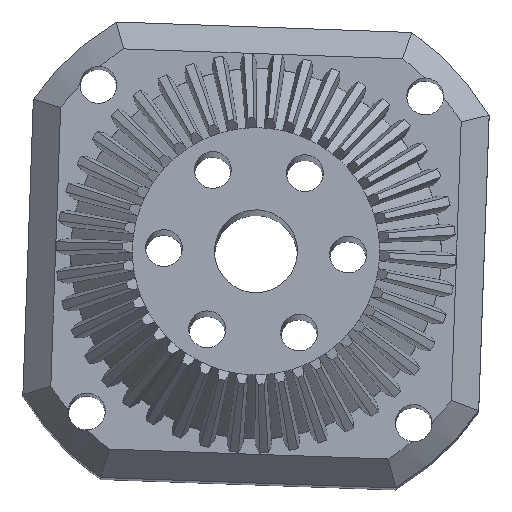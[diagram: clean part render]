
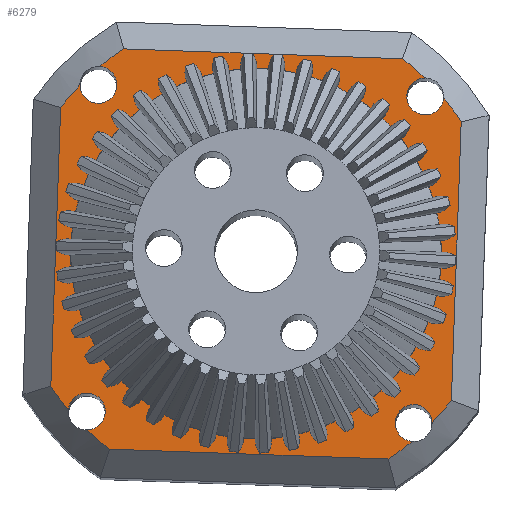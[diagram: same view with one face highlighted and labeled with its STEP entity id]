
A CAD part, top view. The second image highlights one B-rep face of the part: STEP entity #6279.
In plain terms, the highlighted planar face has unit normal (0, 0.035, 0.999).
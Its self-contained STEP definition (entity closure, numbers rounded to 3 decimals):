
#1022=FACE_BOUND('',#1836,.T.);
#1045=PLANE('',#6717);
#1426=FACE_OUTER_BOUND('',#1835,.T.);
#1835=EDGE_LOOP('',(#5707,#5708,#5709,#5710,#5711,#5712,#5713,#5714,#5715,
#5716,#5717,#5718,#5719,#5720,#5721,#5722,#5723,#5724));
#1836=EDGE_LOOP('',(#5725));
#1865=LINE('',#22400,#1906);
#1867=LINE('',#22440,#1908);
#1869=LINE('',#22480,#1910);
#1872=LINE('',#22522,#1913);
#1906=VECTOR('',#7459,10.);
#1908=VECTOR('',#7471,10.);
#1910=VECTOR('',#7483,10.);
#1913=VECTOR('',#7496,10.);
#2130=CIRCLE('',#6680,26.5);
#2132=CIRCLE('',#6682,26.5);
#2133=CIRCLE('',#6685,26.5);
#2135=CIRCLE('',#6687,26.5);
#2136=CIRCLE('',#6690,26.5);
#2138=CIRCLE('',#6692,26.5);
#2139=CIRCLE('',#6695,26.5);
#2141=CIRCLE('',#6697,26.5);
#2145=CIRCLE('',#6706,2.);
#2146=CIRCLE('',#6707,2.);
#2148=CIRCLE('',#6710,2.);
#2149=CIRCLE('',#6711,2.);
#2152=CIRCLE('',#6716,18.);
#2153=CIRCLE('',#6718,2.);
#2154=CIRCLE('',#6719,2.);
#2736=VERTEX_POINT('',#22398);
#2737=VERTEX_POINT('',#22399);
#2740=VERTEX_POINT('',#22413);
#2741=VERTEX_POINT('',#22414);
#2742=VERTEX_POINT('',#22429);
#2744=VERTEX_POINT('',#22439);
#2746=VERTEX_POINT('',#22448);
#2748=VERTEX_POINT('',#22454);
#2750=VERTEX_POINT('',#22462);
#2751=VERTEX_POINT('',#22479);
#2753=VERTEX_POINT('',#22488);
#2755=VERTEX_POINT('',#22504);
#2757=VERTEX_POINT('',#22512);
#2759=VERTEX_POINT('',#22521);
#2760=VERTEX_POINT('',#22528);
#2761=VERTEX_POINT('',#22529);
#2768=VERTEX_POINT('',#22568);
#2770=VERTEX_POINT('',#22575);
#2773=VERTEX_POINT('',#22585);
#3707=EDGE_CURVE('',#2736,#2737,#1865,.T.);
#3712=EDGE_CURVE('',#2740,#2742,#2130,.T.);
#3715=EDGE_CURVE('',#2737,#2741,#2132,.T.);
#3716=EDGE_CURVE('',#2742,#2744,#1867,.T.);
#3720=EDGE_CURVE('',#2746,#2748,#2133,.T.);
#3723=EDGE_CURVE('',#2744,#2750,#2135,.T.);
#3725=EDGE_CURVE('',#2748,#2751,#1869,.T.);
#3729=EDGE_CURVE('',#2753,#2755,#2136,.T.);
#3732=EDGE_CURVE('',#2751,#2757,#2138,.T.);
#3735=EDGE_CURVE('',#2755,#2759,#1872,.T.);
#3738=EDGE_CURVE('',#2760,#2736,#2139,.T.);
#3740=EDGE_CURVE('',#2759,#2761,#2141,.T.);
#3752=EDGE_CURVE('',#2740,#2768,#2145,.T.);
#3753=EDGE_CURVE('',#2768,#2741,#2146,.T.);
#3756=EDGE_CURVE('',#2760,#2770,#2148,.T.);
#3757=EDGE_CURVE('',#2770,#2761,#2149,.T.);
#3760=EDGE_CURVE('',#2773,#2773,#2152,.T.);
#3762=EDGE_CURVE('',#2753,#2757,#2153,.T.);
#3763=EDGE_CURVE('',#2746,#2750,#2154,.T.);
#5707=ORIENTED_EDGE('',*,*,#3712,.F.);
#5708=ORIENTED_EDGE('',*,*,#3752,.T.);
#5709=ORIENTED_EDGE('',*,*,#3753,.T.);
#5710=ORIENTED_EDGE('',*,*,#3715,.F.);
#5711=ORIENTED_EDGE('',*,*,#3707,.F.);
#5712=ORIENTED_EDGE('',*,*,#3738,.F.);
#5713=ORIENTED_EDGE('',*,*,#3756,.T.);
#5714=ORIENTED_EDGE('',*,*,#3757,.T.);
#5715=ORIENTED_EDGE('',*,*,#3740,.F.);
#5716=ORIENTED_EDGE('',*,*,#3735,.F.);
#5717=ORIENTED_EDGE('',*,*,#3729,.F.);
#5718=ORIENTED_EDGE('',*,*,#3762,.T.);
#5719=ORIENTED_EDGE('',*,*,#3732,.F.);
#5720=ORIENTED_EDGE('',*,*,#3725,.F.);
#5721=ORIENTED_EDGE('',*,*,#3720,.F.);
#5722=ORIENTED_EDGE('',*,*,#3763,.T.);
#5723=ORIENTED_EDGE('',*,*,#3723,.F.);
#5724=ORIENTED_EDGE('',*,*,#3716,.F.);
#5725=ORIENTED_EDGE('',*,*,#3760,.T.);
#6279=ADVANCED_FACE('',(#1426,#1022),#1045,.T.);
#6680=AXIS2_PLACEMENT_3D('',#22430,#7463,#7464);
#6682=AXIS2_PLACEMENT_3D('',#22437,#7467,#7468);
#6685=AXIS2_PLACEMENT_3D('',#22455,#7475,#7476);
#6687=AXIS2_PLACEMENT_3D('',#22463,#7479,#7480);
#6690=AXIS2_PLACEMENT_3D('',#22505,#7487,#7488);
#6692=AXIS2_PLACEMENT_3D('',#22513,#7491,#7492);
#6695=AXIS2_PLACEMENT_3D('',#22544,#7499,#7500);
#6697=AXIS2_PLACEMENT_3D('',#22546,#7503,#7504);
#6706=AXIS2_PLACEMENT_3D('',#22570,#7529,#7530);
#6707=AXIS2_PLACEMENT_3D('',#22571,#7531,#7532);
#6710=AXIS2_PLACEMENT_3D('',#22577,#7538,#7539);
#6711=AXIS2_PLACEMENT_3D('',#22578,#7540,#7541);
#6716=AXIS2_PLACEMENT_3D('',#22586,#7550,#7551);
#6717=AXIS2_PLACEMENT_3D('',#22588,#7553,#7554);
#6718=AXIS2_PLACEMENT_3D('',#22589,#7555,#7556);
#6719=AXIS2_PLACEMENT_3D('',#22590,#7557,#7558);
#7459=DIRECTION('',(0.,0.999,-0.035));
#7463=DIRECTION('center_axis',(0.,-0.035,
-0.999));
#7464=DIRECTION('ref_axis',(-1.,0.,0.));
#7467=DIRECTION('center_axis',(0.,-0.035,
-0.999));
#7468=DIRECTION('ref_axis',(-1.,0.,0.));
#7471=DIRECTION('',(1.,0.,0.));
#7475=DIRECTION('center_axis',(0.,-0.035,
-0.999));
#7476=DIRECTION('ref_axis',(1.,0.,0.));
#7479=DIRECTION('center_axis',(0.,-0.035,
-0.999));
#7480=DIRECTION('ref_axis',(1.,0.,0.));
#7483=DIRECTION('',(0.,-0.999,0.035));
#7487=DIRECTION('center_axis',(0.,-0.035,
-0.999));
#7488=DIRECTION('ref_axis',(1.,0.,0.));
#7491=DIRECTION('center_axis',(0.,-0.035,
-0.999));
#7492=DIRECTION('ref_axis',(1.,0.,0.));
#7496=DIRECTION('',(-1.,0.,0.));
#7499=DIRECTION('center_axis',(0.,-0.035,
-0.999));
#7500=DIRECTION('ref_axis',(-1.,0.,0.));
#7503=DIRECTION('center_axis',(0.,-0.035,
-0.999));
#7504=DIRECTION('ref_axis',(-1.,0.,0.));
#7529=DIRECTION('center_axis',(0.,-0.035,
-0.999));
#7530=DIRECTION('ref_axis',(-1.,0.,0.));
#7531=DIRECTION('center_axis',(0.,-0.035,
-0.999));
#7532=DIRECTION('ref_axis',(-1.,0.,0.));
#7538=DIRECTION('center_axis',(0.,-0.035,
-0.999));
#7539=DIRECTION('ref_axis',(-1.,0.,0.));
#7540=DIRECTION('center_axis',(0.,-0.035,
-0.999));
#7541=DIRECTION('ref_axis',(-1.,0.,0.));
#7550=DIRECTION('center_axis',(0.,-0.035,
-0.999));
#7551=DIRECTION('ref_axis',(-1.,0.,0.));
#7553=DIRECTION('center_axis',(0.,0.035,
0.999));
#7554=DIRECTION('ref_axis',(-1.,0.,0.));
#7555=DIRECTION('center_axis',(0.,-0.035,
-0.999));
#7556=DIRECTION('ref_axis',(-1.,0.,0.));
#7557=DIRECTION('center_axis',(0.,-0.035,
-0.999));
#7558=DIRECTION('ref_axis',(-1.,0.,0.));
#22398=CARTESIAN_POINT('',(8.814,-15.728,-16.358));
#22399=CARTESIAN_POINT('',(8.814,14.531,-17.43));
#22400=CARTESIAN_POINT('',(8.814,-8.62,-16.61));
#22413=CARTESIAN_POINT('',(12.894,19.137,-17.594));
#22414=CARTESIAN_POINT('',(10.816,17.061,-17.52));
#22429=CARTESIAN_POINT('',(15.425,21.138,-17.664));
#22430=CARTESIAN_POINT('Origin',(30.564,-0.599,-16.894));
#22437=CARTESIAN_POINT('Origin',(30.564,-0.599,-16.894));
#22439=CARTESIAN_POINT('',(45.703,21.138,-17.664));
#22440=CARTESIAN_POINT('',(22.538,21.138,-17.664));
#22448=CARTESIAN_POINT('',(50.313,17.061,-17.52));
#22454=CARTESIAN_POINT('',(52.314,14.531,-17.43));
#22455=CARTESIAN_POINT('Origin',(30.564,-0.599,-16.894));
#22462=CARTESIAN_POINT('',(48.235,19.137,-17.594));
#22463=CARTESIAN_POINT('Origin',(30.564,-0.599,-16.894));
#22479=CARTESIAN_POINT('',(52.314,-15.728,-16.358));
#22480=CARTESIAN_POINT('',(52.314,7.423,-17.178));
#22488=CARTESIAN_POINT('',(48.235,-20.335,-16.195));
#22504=CARTESIAN_POINT('',(45.703,-22.335,-16.124));
#22505=CARTESIAN_POINT('Origin',(30.564,-0.599,-16.894));
#22512=CARTESIAN_POINT('',(50.313,-18.258,-16.268));
#22513=CARTESIAN_POINT('Origin',(30.564,-0.599,-16.894));
#22521=CARTESIAN_POINT('',(15.425,-22.335,-16.124));
#22522=CARTESIAN_POINT('',(38.591,-22.335,-16.124));
#22528=CARTESIAN_POINT('',(10.816,-18.258,-16.268));
#22529=CARTESIAN_POINT('',(12.894,-20.335,-16.195));
#22544=CARTESIAN_POINT('Origin',(30.564,-0.599,-16.894));
#22546=CARTESIAN_POINT('Origin',(30.564,-0.599,-16.894));
#22568=CARTESIAN_POINT('',(14.814,17.14,-17.523));
#22570=CARTESIAN_POINT('Origin',(12.814,17.14,-17.523));
#22571=CARTESIAN_POINT('Origin',(12.814,17.14,-17.523));
#22575=CARTESIAN_POINT('',(14.814,-18.338,-16.266));
#22577=CARTESIAN_POINT('Origin',(12.814,-18.338,-16.266));
#22578=CARTESIAN_POINT('Origin',(12.814,-18.338,-16.266));
#22585=CARTESIAN_POINT('',(48.564,-0.599,-16.894));
#22586=CARTESIAN_POINT('Origin',(30.564,-0.599,-16.894));
#22588=CARTESIAN_POINT('Origin',(30.564,-0.599,-16.894));
#22589=CARTESIAN_POINT('Origin',(48.314,-18.338,-16.266));
#22590=CARTESIAN_POINT('Origin',(48.314,17.14,-17.523));
